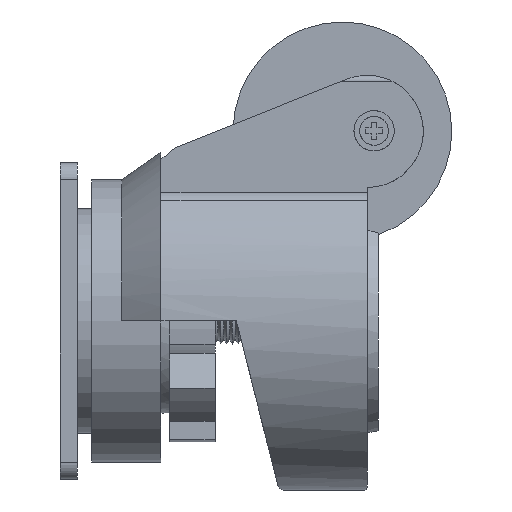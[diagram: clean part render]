
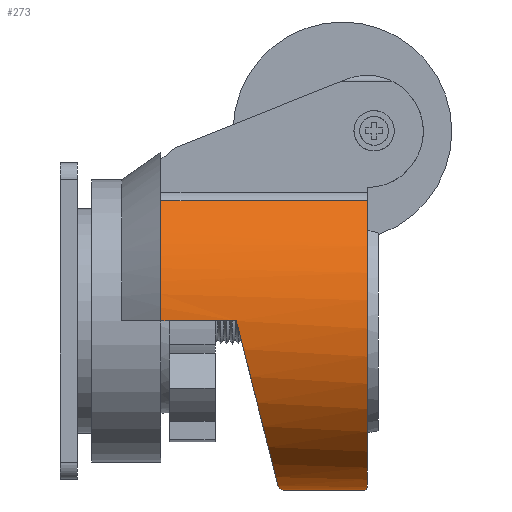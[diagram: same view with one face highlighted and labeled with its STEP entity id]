
A CAD part, left-side view. The second image highlights one B-rep face of the part: STEP entity #273.
In plain terms, the highlighted cylindrical face has radius 29.35 mm (diameter 58.7 mm), a partial arc.
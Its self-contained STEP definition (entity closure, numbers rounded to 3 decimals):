
#273 = ADVANCED_FACE( '', ( #737 ), #738, .T. );
#737 = FACE_OUTER_BOUND( '', #1454, .T. );
#738 = CYLINDRICAL_SURFACE( '', #1455, 29.35 );
#1454 = EDGE_LOOP( '', ( #2248, #2249, #2250, #2251, #2252, #2253, #2254, #2255 ) );
#1455 = AXIS2_PLACEMENT_3D( '', #2256, #2257, #2258 );
#2248 = ORIENTED_EDGE( '', *, *, #3962, .F. );
#2249 = ORIENTED_EDGE( '', *, *, #3963, .F. );
#2250 = ORIENTED_EDGE( '', *, *, #3964, .F. );
#2251 = ORIENTED_EDGE( '', *, *, #3965, .F. );
#2252 = ORIENTED_EDGE( '', *, *, #3907, .F. );
#2253 = ORIENTED_EDGE( '', *, *, #3966, .F. );
#2254 = ORIENTED_EDGE( '', *, *, #3967, .T. );
#2255 = ORIENTED_EDGE( '', *, *, #3968, .F. );
#2256 = CARTESIAN_POINT( '', ( 0., -80., 0. ) );
#2257 = DIRECTION( '', ( 0., -1., 0. ) );
#2258 = DIRECTION( '', ( 0., 0., 1. ) );
#3907 = EDGE_CURVE( '', #4608, #4605, #4610, .T. );
#3962 = EDGE_CURVE( '', #4706, #4707, #4708, .T. );
#3963 = EDGE_CURVE( '', #4709, #4706, #4710, .F. );
#3964 = EDGE_CURVE( '', #4711, #4709, #4712, .T. );
#3965 = EDGE_CURVE( '', #4605, #4711, #4713, .T. );
#3966 = EDGE_CURVE( '', #4714, #4608, #4715, .F. );
#3967 = EDGE_CURVE( '', #4714, #4716, #4717, .T. );
#3968 = EDGE_CURVE( '', #4707, #4716, #4718, .T. );
#4605 = VERTEX_POINT( '', #5625 );
#4608 = VERTEX_POINT( '', #5641 );
#4610 = B_SPLINE_CURVE_WITH_KNOTS( '', 3, ( #5644, #5645, #5646, #5647, #5648, #5649, #5650, #5651, #5652, #5653, #5654, #5655, #5656, #5657 ), .UNSPECIFIED., .F., .F., ( 4, 2, 2, 2, 2, 2, 4 ), ( 0., 0.001, 0.003, 0.004, 0.005, 0.005, 0.005 ), .UNSPECIFIED. );
#4706 = VERTEX_POINT( '', #5905 );
#4707 = VERTEX_POINT( '', #5906 );
#4708 = LINE( '', #5907, #5908 );
#4709 = VERTEX_POINT( '', #5909 );
#4710 = ELLIPSE( '', #5910, 30.268, 29.35 );
#4711 = VERTEX_POINT( '', #5911 );
#4712 = B_SPLINE_CURVE_WITH_KNOTS( '', 3, ( #5912, #5913, #5914, #5915, #5916, #5917, #5918, #5919, #5920, #5921, #5922, #5923, #5924, #5925 ), .UNSPECIFIED., .F., .F., ( 4, 2, 2, 2, 2, 2, 4 ), ( 0., 0., 0., 0.001, 0.002, 0.003, 0.007 ), .UNSPECIFIED. );
#4713 = LINE( '', #5926, #5927 );
#4714 = VERTEX_POINT( '', #5928 );
#4715 = CIRCLE( '', #5929, 29.35 );
#4716 = VERTEX_POINT( '', #5930 );
#4717 = LINE( '', #5931, #5932 );
#4718 = CIRCLE( '', #5933, 29.35 );
#5625 = CARTESIAN_POINT( '', ( 0., -35.329, -29.35 ) );
#5641 = CARTESIAN_POINT( '', ( -5.393, -35.811, -28.85 ) );
#5644 = CARTESIAN_POINT( '', ( -5.393, -35.811, -28.85 ) );
#5645 = CARTESIAN_POINT( '', ( -4.946, -35.811, -28.934 ) );
#5646 = CARTESIAN_POINT( '', ( -4.497, -35.791, -29.007 ) );
#5647 = CARTESIAN_POINT( '', ( -3.598, -35.73, -29.132 ) );
#5648 = CARTESIAN_POINT( '', ( -3.15, -35.689, -29.184 ) );
#5649 = CARTESIAN_POINT( '', ( -2.252, -35.594, -29.267 ) );
#5650 = CARTESIAN_POINT( '', ( -1.803, -35.541, -29.298 ) );
#5651 = CARTESIAN_POINT( '', ( -1.128, -35.458, -29.329 ) );
#5652 = CARTESIAN_POINT( '', ( -0.903, -35.429, -29.337 ) );
#5653 = CARTESIAN_POINT( '', ( -0.565, -35.387, -29.344 ) );
#5654 = CARTESIAN_POINT( '', ( -0.453, -35.372, -29.346 ) );
#5655 = CARTESIAN_POINT( '', ( -0.227, -35.345, -29.349 ) );
#5656 = CARTESIAN_POINT( '', ( -0.115, -35.329, -29.35 ) );
#5657 = CARTESIAN_POINT( '', ( 0., -35.329, -29.35 ) );
#5905 = CARTESIAN_POINT( '', ( -29.35, -13.111, 0. ) );
#5906 = CARTESIAN_POINT( '', ( -29.35, 0., 0. ) );
#5907 = CARTESIAN_POINT( '', ( -29.35, -80., 0. ) );
#5908 = VECTOR( '', #8044, 1000. );
#5909 = CARTESIAN_POINT( '', ( -6.616, -20.32, -28.594 ) );
#5910 = AXIS2_PLACEMENT_3D( '', #8045, #8046, #8047 );
#5911 = CARTESIAN_POINT( '', ( 0., -21.264, -29.35 ) );
#5912 = CARTESIAN_POINT( '', ( 0., -21.264, -29.35 ) );
#5913 = CARTESIAN_POINT( '', ( -0.072, -21.264, -29.35 ) );
#5914 = CARTESIAN_POINT( '', ( -0.141, -21.254, -29.349 ) );
#5915 = CARTESIAN_POINT( '', ( -0.281, -21.232, -29.348 ) );
#5916 = CARTESIAN_POINT( '', ( -0.35, -21.22, -29.348 ) );
#5917 = CARTESIAN_POINT( '', ( -0.558, -21.184, -29.345 ) );
#5918 = CARTESIAN_POINT( '', ( -0.696, -21.159, -29.342 ) );
#5919 = CARTESIAN_POINT( '', ( -1.112, -21.084, -29.33 ) );
#5920 = CARTESIAN_POINT( '', ( -1.388, -21.034, -29.318 ) );
#5921 = CARTESIAN_POINT( '', ( -2.219, -20.887, -29.271 ) );
#5922 = CARTESIAN_POINT( '', ( -2.77, -20.792, -29.224 ) );
#5923 = CARTESIAN_POINT( '', ( -4.422, -20.531, -29.036 ) );
#5924 = CARTESIAN_POINT( '', ( -5.518, -20.384, -28.848 ) );
#5925 = CARTESIAN_POINT( '', ( -6.616, -20.32, -28.594 ) );
#5926 = CARTESIAN_POINT( '', ( 0., -80., -29.35 ) );
#5927 = VECTOR( '', #8048, 1000. );
#5928 = CARTESIAN_POINT( '', ( -20.596, -35.811, 20.91 ) );
#5929 = AXIS2_PLACEMENT_3D( '', #8049, #8050, #8051 );
#5930 = CARTESIAN_POINT( '', ( -20.596, 0., 20.91 ) );
#5931 = CARTESIAN_POINT( '', ( -20.596, -80., 20.91 ) );
#5932 = VECTOR( '', #8052, 1000. );
#5933 = AXIS2_PLACEMENT_3D( '', #8053, #8054, #8055 );
#8044 = DIRECTION( '', ( 0., 1., 0. ) );
#8045 = CARTESIAN_POINT( '', ( 0., -13.111, 0. ) );
#8046 = DIRECTION( '', ( 0., -0.97, 0.244 ) );
#8047 = DIRECTION( '', ( 0., 0.244, 0.97 ) );
#8048 = DIRECTION( '', ( 0., 1., 0. ) );
#8049 = CARTESIAN_POINT( '', ( 0., -35.811, 0. ) );
#8050 = DIRECTION( '', ( 0., 1., 0. ) );
#8051 = DIRECTION( '', ( 0., 0., 1. ) );
#8052 = DIRECTION( '', ( 0., 1., 0. ) );
#8053 = CARTESIAN_POINT( '', ( 0., 0., 0. ) );
#8054 = DIRECTION( '', ( 0., 1., 0. ) );
#8055 = DIRECTION( '', ( 1., 0., 0. ) );
